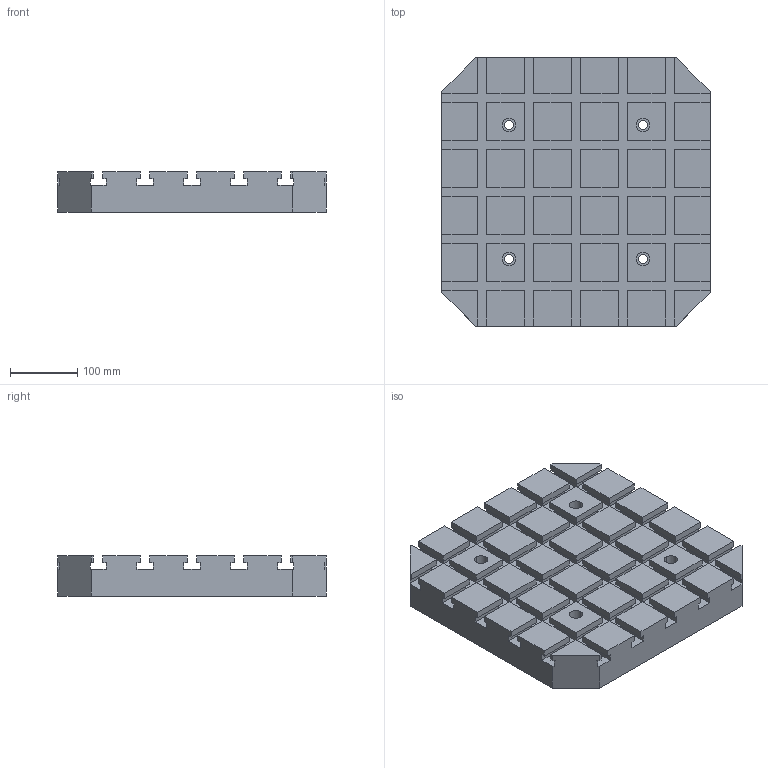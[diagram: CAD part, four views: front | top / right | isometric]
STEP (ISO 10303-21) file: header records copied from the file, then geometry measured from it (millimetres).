
FILE_DESCRIPTION(('STEP AP214'),'1');
FILE_NAME('halderv_eh_1100_700.stp','2017-02-01T10:58:16',('TraceParts'),('TraceParts S.A.'),'Spatial InterOp 3D',' ',' ');
FILE_SCHEMA(('automotive_design'));
Length unit declared in the file: millimetre
Products named in the file (1): 1
Bounding box: 400 x 400 x 60 mm (x, y, z)
Volume: 7870678.9 mm3; surface area: 590239.7 mm2
Topology: 1 solids, 1 shells, 356 faces, 948 edges, 632 vertices
Faces by surface type: plane 336, cylinder 20
Entity records: 21660 total; most frequent: STYLED_ITEM 1937, PRESENTATION_STYLE_ASSIGNMENT 1937, CARTESIAN_POINT 1937, COLOUR_RGB 1937, ORIENTED_EDGE 1896, DIRECTION 1702, EDGE_CURVE 948, CURVE_STYLE 948
